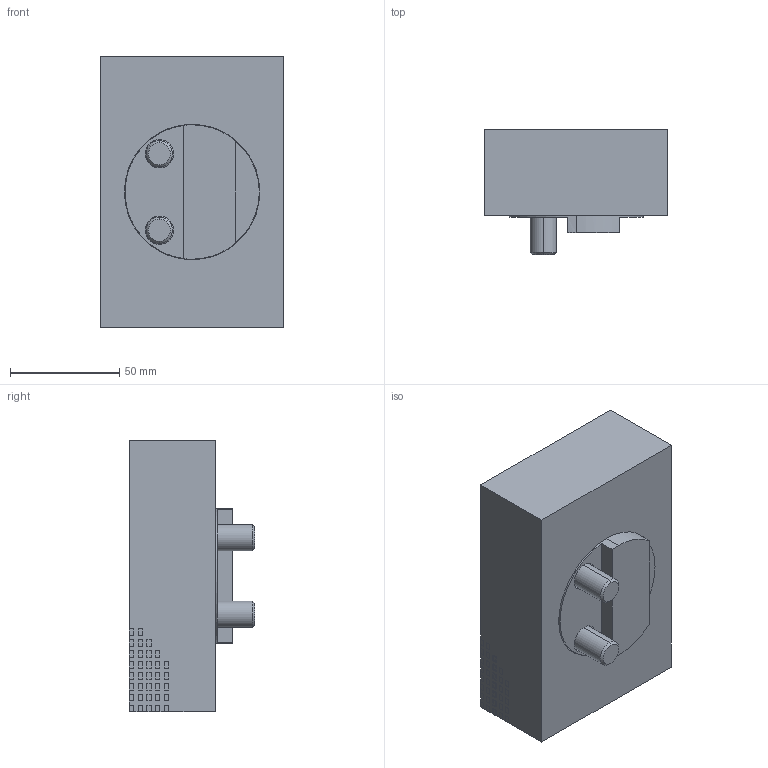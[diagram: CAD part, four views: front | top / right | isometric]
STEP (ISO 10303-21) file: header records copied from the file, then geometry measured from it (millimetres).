
FILE_DESCRIPTION (( 'STEP AP214' ), '1' );
FILE_NAME ('1701.180.stp', '2018-03-21T07:33:20', ( '' ), ( '' ), 'SwSTEP 2.0', 'SolidWorks 2016', '' );
FILE_SCHEMA (( 'AUTOMOTIVE_DESIGN' ));
Length unit declared in the file: millimetre
Products named in the file (1): 1701.180
Bounding box: 84.1 x 57.33 x 124.4 mm (x, y, z)
Volume: 422891 mm3; surface area: 53715.2 mm2
Topology: 1 solids, 1 shells, 255 faces, 628 edges, 406 vertices
Faces by surface type: plane 208, cylinder 31, bspline 8, cone 8
Entity records: 7510 total; most frequent: CARTESIAN_POINT 1418, ORIENTED_EDGE 1248, DIRECTION 1206, EDGE_CURVE 624, VECTOR 530, LINE 530, VERTEX_POINT 406, AXIS2_PLACEMENT_3D 338
